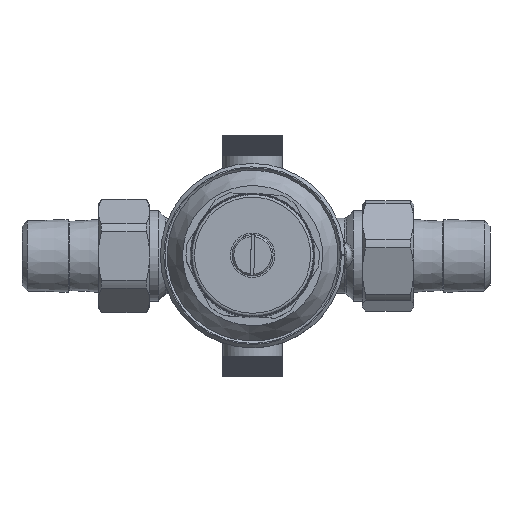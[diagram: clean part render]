
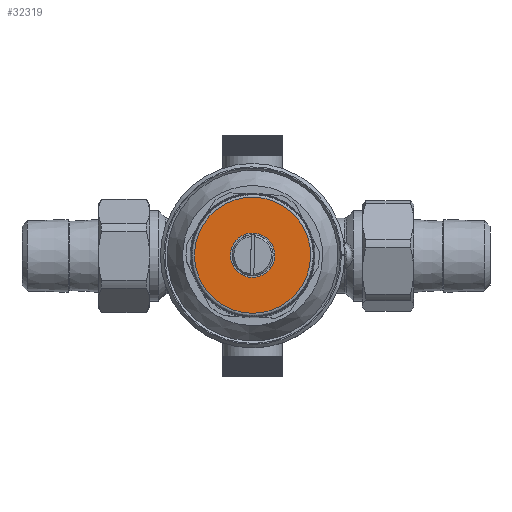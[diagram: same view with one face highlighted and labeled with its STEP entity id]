
A CAD part, top view. The second image highlights one B-rep face of the part: STEP entity #32319.
In plain terms, the highlighted planar face has unit normal (0, 0, 1).
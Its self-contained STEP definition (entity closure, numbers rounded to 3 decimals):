
#30868=CARTESIAN_POINT('',(-0.371,-16.996,136.3));
#30869=VERTEX_POINT('',#30868);
#30870=CARTESIAN_POINT('',(0.,0.,136.3));
#30871=DIRECTION('',(0.,0.,-1.0));
#30872=DIRECTION('',(0.022,1.,0.));
#30873=AXIS2_PLACEMENT_3D('',#30870,#30871,#30872);
#30874=CIRCLE('',#30873,17.);
#30875=EDGE_CURVE('',#30869,#30869,#30874,.T.);
#32300=CARTESIAN_POINT('',(0.,0.,136.3));
#32301=DIRECTION('',(0.0,0.0,1.0));
#32302=DIRECTION('',(0.022,1.,0.0));
#32303=AXIS2_PLACEMENT_3D('',#32300,#32301,#32302);
#32304=PLANE('',#32303);
#32305=ORIENTED_EDGE('',*,*,#30875,.F.);
#32306=EDGE_LOOP('',(#32305));
#32307=FACE_OUTER_BOUND('',#32306,.T.);
#32308=CARTESIAN_POINT('',(0.142,6.498,136.3));
#32309=VERTEX_POINT('',#32308);
#32310=CARTESIAN_POINT('',(0.,0.,136.3));
#32311=DIRECTION('',(0.,0.,-1.0));
#32312=DIRECTION('',(-0.022,-1.,0.));
#32313=AXIS2_PLACEMENT_3D('',#32310,#32311,#32312);
#32314=CIRCLE('',#32313,6.5);
#32315=EDGE_CURVE('',#32309,#32309,#32314,.T.);
#32316=ORIENTED_EDGE('',*,*,#32315,.T.);
#32317=EDGE_LOOP('',(#32316));
#32318=FACE_BOUND('',#32317,.T.);
#32319=ADVANCED_FACE('',(#32307,#32318),#32304,.T.);
